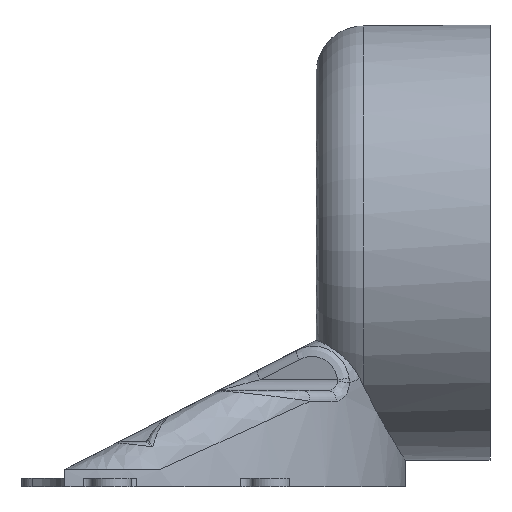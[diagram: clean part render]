
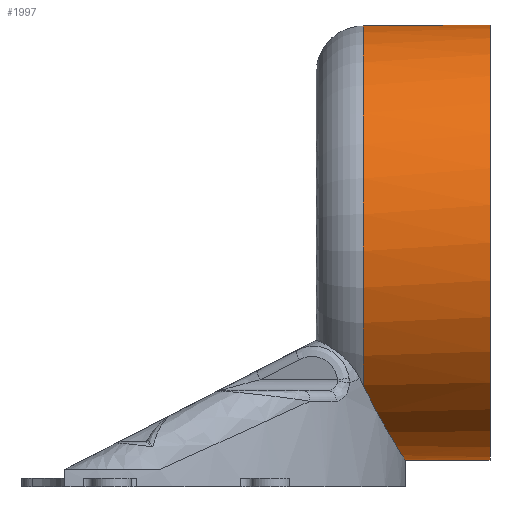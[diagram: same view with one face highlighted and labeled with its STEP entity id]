
A CAD part, left-side view. The second image highlights one B-rep face of the part: STEP entity #1997.
In plain terms, the highlighted cylindrical face has radius 50.8 mm (diameter 101.6 mm), a full revolution.
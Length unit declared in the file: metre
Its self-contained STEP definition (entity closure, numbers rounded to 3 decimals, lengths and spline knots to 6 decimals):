
#113=B_SPLINE_CURVE_WITH_KNOTS('',3,(#3474,#3475,#3476,#3477,#3478,#3479,
#3480,#3481,#3482,#3483,#3484,#3485,#3486,#3487,#3488,#3489,#3490),
 .UNSPECIFIED.,.F.,.F.,(4,1,1,1,1,1,1,1,1,1,1,1,1,1,4),(0.,0.011131,
0.016697,0.022263,0.027828,0.033394,
0.03896,0.044526,0.050091,0.055657,
0.061223,0.066788,0.072354,0.07792,
0.089051),.UNSPECIFIED.);
#619=ORIENTED_EDGE('',*,*,#1132,.F.);
#620=ORIENTED_EDGE('',*,*,#1139,.T.);
#621=ORIENTED_EDGE('',*,*,#1091,.T.);
#1091=EDGE_CURVE('',#1390,#1389,#113,.T.);
#1132=EDGE_CURVE('',#1407,#1407,#1555,.T.);
#1139=EDGE_CURVE('',#1389,#1390,#1558,.T.);
#1389=VERTEX_POINT('',#3473);
#1390=VERTEX_POINT('',#3491);
#1407=VERTEX_POINT('',#3667);
#1555=CIRCLE('',#2206,0.0508);
#1558=CIRCLE('',#2212,0.0508);
#1678=EDGE_LOOP('',(#619));
#1679=EDGE_LOOP('',(#620,#621));
#1827=FACE_BOUND('',#1678,.T.);
#1828=FACE_BOUND('',#1679,.T.);
#1938=CYLINDRICAL_SURFACE('',#2213,0.0508);
#1997=ADVANCED_FACE('',(#1827,#1828),#1938,.T.);
#2206=AXIS2_PLACEMENT_3D('',#3666,#2622,#2623);
#2212=AXIS2_PLACEMENT_3D('',#3697,#2635,#2636);
#2213=AXIS2_PLACEMENT_3D('',#3709,#2637,#2638);
#2622=DIRECTION('',(0.,-1.,0.));
#2623=DIRECTION('',(0.,0.,-1.));
#2635=DIRECTION('',(0.,-1.,0.));
#2636=DIRECTION('',(0.,0.,-1.));
#2637=DIRECTION('',(0.,-1.,0.));
#2638=DIRECTION('',(0.,0.,-1.));
#3473=CARTESIAN_POINT('',(0.038325,-0.0697,0.023656));
#3474=CARTESIAN_POINT('',(-0.038325,-0.0697,0.023656));
#3475=CARTESIAN_POINT('',(-0.036005,-0.070976,0.020989));
#3476=CARTESIAN_POINT('',(-0.03217,-0.072859,0.01741));
#3477=CARTESIAN_POINT('',(-0.026289,-0.075125,0.013419));
#3478=CARTESIAN_POINT('',(-0.02149,-0.076641,0.010863));
#3479=CARTESIAN_POINT('',(-0.016477,-0.077875,0.008845));
#3480=CARTESIAN_POINT('',(-0.011207,-0.078812,0.007347));
#3481=CARTESIAN_POINT('',(-0.005643,-0.079407,0.00641));
#3482=CARTESIAN_POINT('',(-0.000097,-0.079606,0.0061));
#3483=CARTESIAN_POINT('',(0.005472,-0.07942,0.006391));
#3484=CARTESIAN_POINT('',(0.011037,-0.078836,0.00731));
#3485=CARTESIAN_POINT('',(0.016322,-0.077909,0.00879));
#3486=CARTESIAN_POINT('',(0.021431,-0.076658,0.010833));
#3487=CARTESIAN_POINT('',(0.026211,-0.075151,0.013375));
#3488=CARTESIAN_POINT('',(0.032094,-0.072895,0.017344));
#3489=CARTESIAN_POINT('',(0.036002,-0.070977,0.020986));
#3490=CARTESIAN_POINT('',(0.038325,-0.0697,0.023656));
#3491=CARTESIAN_POINT('',(-0.038325,-0.0697,0.023656));
#3666=CARTESIAN_POINT('',(0.,-0.0993,0.057));
#3667=CARTESIAN_POINT('',(0.,-0.0993,0.0062));
#3697=CARTESIAN_POINT('',(0.,-0.0697,0.057));
#3709=CARTESIAN_POINT('',(0.,-0.0587,0.057));
